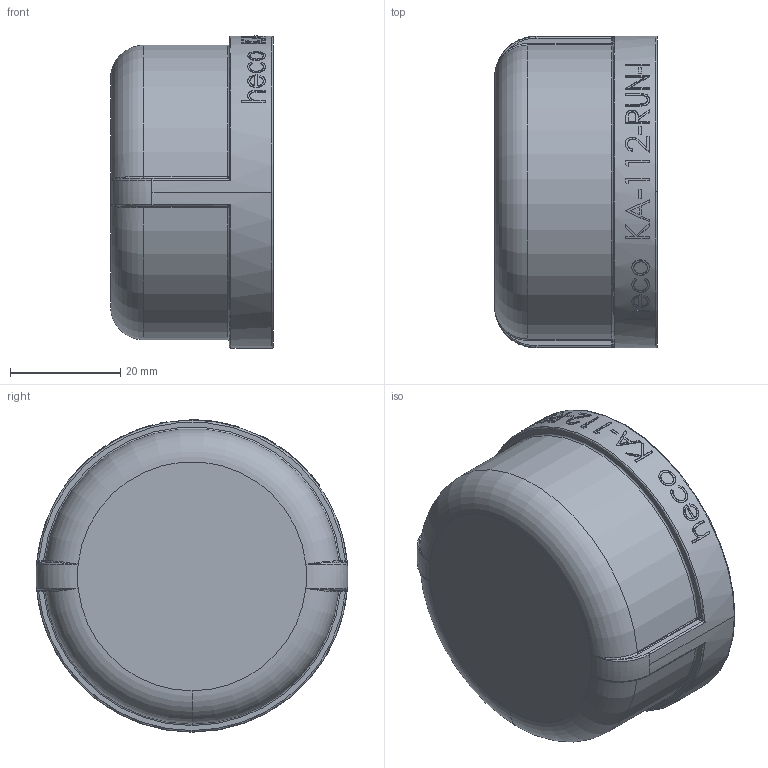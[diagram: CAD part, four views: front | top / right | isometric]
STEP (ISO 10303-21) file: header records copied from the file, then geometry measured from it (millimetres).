
FILE_DESCRIPTION (( 'STEP AP214' ), '1' );
FILE_NAME ('heco_KA-112-RUN-I.STEP', '2016-09-14T07:17:02', ( '' ), ( '' ), 'SwSTEP 2.0', 'SolidWorks 2016', '' );
FILE_SCHEMA (( 'AUTOMOTIVE_DESIGN' ));
Length unit declared in the file: millimetre
Products named in the file (1): heco_KA-112-RUN-I
Bounding box: 29.5 x 56.5 x 56.6 mm (x, y, z)
Volume: 23200.5 mm3; surface area: 13509.7 mm2
Topology: 1 solids, 1 shells, 254 faces, 654 edges, 416 vertices
Faces by surface type: bspline 95, plane 84, cylinder 48, torus 15, sphere 8, cone 4
Entity records: 19840 total; most frequent: CARTESIAN_POINT 11712, ORIENTED_EDGE 1292, DIRECTION 823, EDGE_CURVE 646, VERTEX_POINT 416, AXIS2_PLACEMENT_3D 333, B_SPLINE_CURVE_WITH_KNOTS 316, EDGE_LOOP 276
